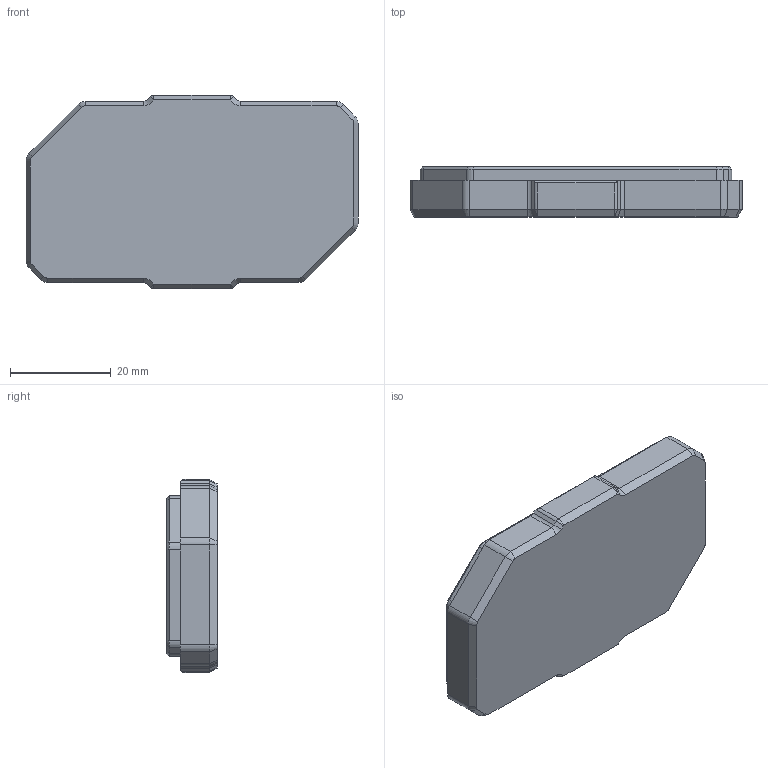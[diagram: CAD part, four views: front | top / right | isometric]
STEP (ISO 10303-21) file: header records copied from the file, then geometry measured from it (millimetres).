
FILE_DESCRIPTION (( 'STEP AP203' ), '1' );
FILE_NAME ('C2_Bot.STEP', '2024-06-12T20:17:07', ( '' ), ( '' ), 'SwSTEP 2.0', 'SolidWorks 2020', '' );
FILE_SCHEMA (( 'CONFIG_CONTROL_DESIGN' ));
Length unit declared in the file: millimetre
Products named in the file (1): C2_Bot
Bounding box: 66 x 10 x 38.4 mm (x, y, z)
Volume: 12428.4 mm3; surface area: 8023 mm2
Topology: 1 solids, 1 shells, 246 faces, 662 edges, 422 vertices
Faces by surface type: plane 112, cylinder 99, cone 28, torus 5, bspline 2
Entity records: 7844 total; most frequent: CARTESIAN_POINT 1606, ORIENTED_EDGE 1324, DIRECTION 1291, EDGE_CURVE 662, AXIS2_PLACEMENT_3D 445, VERTEX_POINT 422, LINE 401, VECTOR 401
